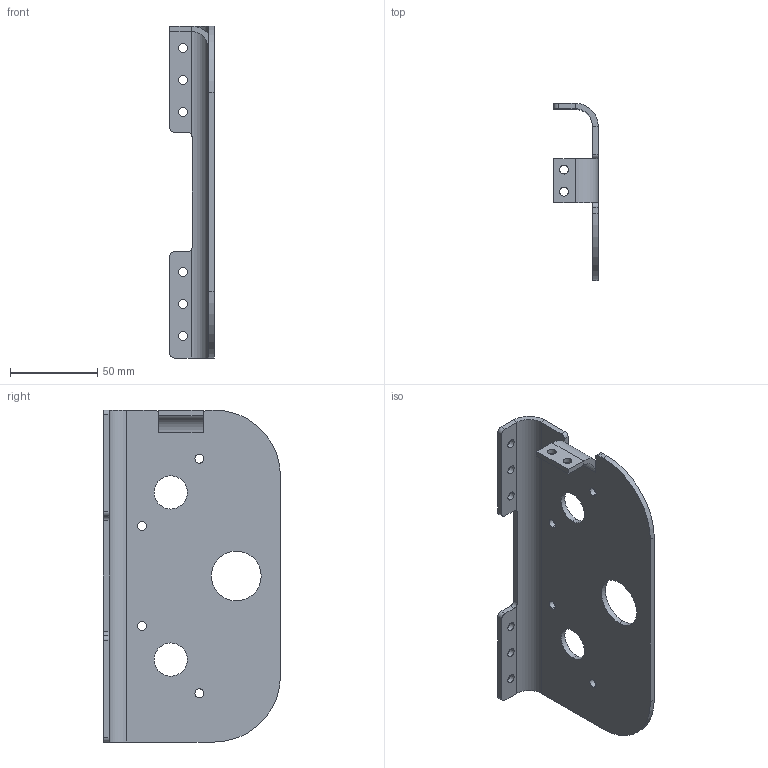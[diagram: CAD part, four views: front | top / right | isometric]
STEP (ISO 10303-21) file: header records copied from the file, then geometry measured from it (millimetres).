
FILE_DESCRIPTION (( 'STEP AP203' ), '1' );
FILE_NAME ('P-3 ModuleLeft.STEP', '2015-03-19T21:05:18', ( '' ), ( '' ), 'SwSTEP 2.0', 'SolidWorks 2014', '' );
FILE_SCHEMA (( 'CONFIG_CONTROL_DESIGN' ));
Length unit declared in the file: inch
Products named in the file (1): P-3 ModuleLeft
Bounding box: 25.4 x 101.6 x 190.5 mm (x, y, z)
Volume: 63881.4 mm3; surface area: 43629.6 mm2
Topology: 1 solids, 1 shells, 72 faces, 196 edges, 126 vertices
Faces by surface type: cylinder 44, plane 28
Entity records: 2445 total; most frequent: CARTESIAN_POINT 427, DIRECTION 420, ORIENTED_EDGE 392, EDGE_CURVE 196, AXIS2_PLACEMENT_3D 159, VERTEX_POINT 126, EDGE_LOOP 102, VECTOR 102
